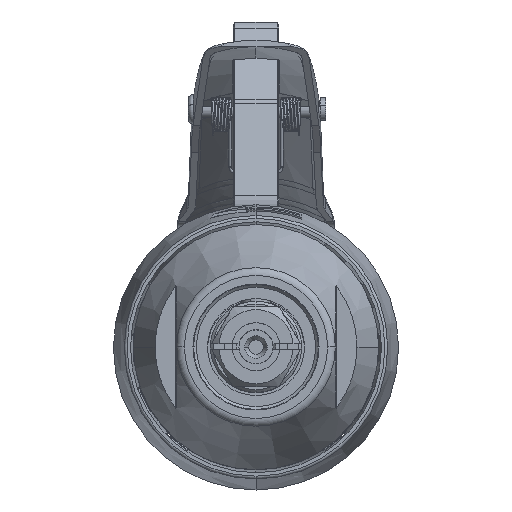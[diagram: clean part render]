
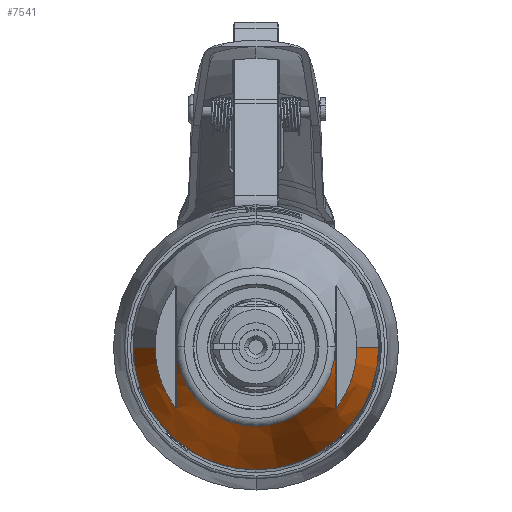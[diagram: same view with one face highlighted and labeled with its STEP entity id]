
A CAD part, top view. The second image highlights one B-rep face of the part: STEP entity #7541.
In plain terms, the highlighted conical face has half-angle 25 degrees and reference radius 17.702 mm.
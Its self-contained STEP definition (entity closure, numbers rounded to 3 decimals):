
#7059=CARTESIAN_POINT('',(14.,0.,63.716));
#7060=CARTESIAN_POINT('',(14.,-0.377,63.716));
#7061=CARTESIAN_POINT('',(14.,-1.144,63.65));
#7062=CARTESIAN_POINT('',(14.,-2.312,63.344));
#7063=CARTESIAN_POINT('',(14.,-3.548,62.805));
#7064=CARTESIAN_POINT('',(14.,-4.855,62.));
#7065=CARTESIAN_POINT('',(14.,-6.217,60.927));
#7066=CARTESIAN_POINT('',(14.,-7.634,59.578));
#7067=CARTESIAN_POINT('',(14.,-9.111,57.953));
#7068=CARTESIAN_POINT('',(14.,-10.144,56.675));
#7069=CARTESIAN_POINT('',(14.,-10.672,55.988));
#7071=CARTESIAN_POINT('',(14.,-10.672,55.988));
#7072=CARTESIAN_POINT('',(14.,-10.684,55.972));
#7073=CARTESIAN_POINT('',(14.004,-10.704,55.939));
#7074=CARTESIAN_POINT('',(14.024,-10.718,55.888));
#7075=CARTESIAN_POINT('',(14.06,-10.706,55.842));
#7076=CARTESIAN_POINT('',(14.104,-10.672,55.81));
#7077=CARTESIAN_POINT('',(14.152,-10.622,55.792));
#7078=CARTESIAN_POINT('',(14.184,-10.583,55.788));
#7079=CARTESIAN_POINT('',(14.2,-10.561,55.788));
#7081=CARTESIAN_POINT('',(0.,0.,55.788));
#7082=DIRECTION('',(0.,0.,-1.));
#7083=DIRECTION('',(1.,0.,0.));
#7084=AXIS2_PLACEMENT_3D('',#7081,#7082,#7083);
#7086=DIRECTION('',(-0.423,0.,0.906));
#7087=VECTOR('',#7086,8.999);
#7088=CARTESIAN_POINT('',(21.5,0.,47.632));
#7089=LINE('',#7088,#7087);
#7090=CARTESIAN_POINT('',(0.,0.,47.632));
#7091=DIRECTION('',(0.,0.,1.));
#7092=DIRECTION('',(-1.,0.,0.));
#7093=AXIS2_PLACEMENT_3D('',#7090,#7091,#7092);
#7095=DIRECTION('',(0.423,0.,0.906));
#7096=VECTOR('',#7095,8.999);
#7097=CARTESIAN_POINT('',(-21.5,0.,47.632));
#7098=LINE('',#7097,#7096);
#7099=CARTESIAN_POINT('',(0.,0.,55.788));
#7100=DIRECTION('',(0.,0.,-1.));
#7101=DIRECTION('',(-0.802,-0.597,0.));
#7102=AXIS2_PLACEMENT_3D('',#7099,#7100,#7101);
#7104=CARTESIAN_POINT('',(-14.2,-10.561,55.788));
#7105=CARTESIAN_POINT('',(-14.184,-10.583,
55.788));
#7106=CARTESIAN_POINT('',(-14.152,-10.622,
55.792));
#7107=CARTESIAN_POINT('',(-14.104,-10.672,
55.81));
#7108=CARTESIAN_POINT('',(-14.061,-10.705,
55.841));
#7109=CARTESIAN_POINT('',(-14.024,-10.718,
55.887));
#7110=CARTESIAN_POINT('',(-14.004,-10.704,
55.939));
#7111=CARTESIAN_POINT('',(-14.,-10.684,55.972));
#7112=CARTESIAN_POINT('',(-14.,-10.672,55.988));
#7114=CARTESIAN_POINT('',(-14.,-10.672,55.988));
#7115=CARTESIAN_POINT('',(-14.,-10.143,56.676));
#7116=CARTESIAN_POINT('',(-14.,-9.108,57.956));
#7117=CARTESIAN_POINT('',(-14.,-7.629,59.584));
#7118=CARTESIAN_POINT('',(-14.,-6.208,60.935));
#7119=CARTESIAN_POINT('',(-14.,-4.843,62.009));
#7120=CARTESIAN_POINT('',(-14.,-3.534,62.812));
#7121=CARTESIAN_POINT('',(-14.,-2.298,63.349));
#7122=CARTESIAN_POINT('',(-14.,-1.135,63.651));
#7123=CARTESIAN_POINT('',(-14.,-0.374,63.716));
#7124=CARTESIAN_POINT('',(-14.,0.,63.716));
#7126=DIRECTION('',(0.423,0.,0.906));
#7127=VECTOR('',#7126,0.227);
#7128=CARTESIAN_POINT('',(-14.,0.,63.716));
#7129=LINE('',#7128,#7127);
#7130=CARTESIAN_POINT('',(0.,0.,63.922));
#7131=DIRECTION('',(0.,0.,1.));
#7132=DIRECTION('',(-1.,0.,0.));
#7133=AXIS2_PLACEMENT_3D('',#7130,#7131,#7132);
#7135=DIRECTION('',(-0.423,0.,0.906));
#7136=VECTOR('',#7135,0.227);
#7137=CARTESIAN_POINT('',(14.,0.,63.716));
#7138=LINE('',#7137,#7136);
#7232=CARTESIAN_POINT('',(-21.5,0.,47.632));
#7233=CARTESIAN_POINT('',(21.5,0.,47.632));
#7234=VERTEX_POINT('',#7232);
#7235=VERTEX_POINT('',#7233);
#7248=CARTESIAN_POINT('',(-17.697,0.,55.788));
#7249=VERTEX_POINT('',#7248);
#7250=CARTESIAN_POINT('',(17.697,0.,55.788));
#7251=VERTEX_POINT('',#7250);
#7256=CARTESIAN_POINT('',(13.904,0.,63.922));
#7257=CARTESIAN_POINT('',(-13.904,0.,63.922));
#7258=VERTEX_POINT('',#7256);
#7259=VERTEX_POINT('',#7257);
#7260=CARTESIAN_POINT('',(-14.,0.,63.716));
#7261=VERTEX_POINT('',#7260);
#7262=CARTESIAN_POINT('',(14.,0.,63.716));
#7263=VERTEX_POINT('',#7262);
#7265=CARTESIAN_POINT('',(-14.2,-10.561,55.788));
#7267=VERTEX_POINT('',#7265);
#7269=CARTESIAN_POINT('',(-14.,-10.672,55.988));
#7271=VERTEX_POINT('',#7269);
#7272=CARTESIAN_POINT('',(14.2,-10.561,55.788));
#7274=VERTEX_POINT('',#7272);
#7276=CARTESIAN_POINT('',(14.,-10.672,55.988));
#7278=VERTEX_POINT('',#7276);
#7515=CARTESIAN_POINT('',(0.,0.,55.777));
#7516=DIRECTION('',(0.,0.,-1.));
#7517=DIRECTION('',(1.,0.,0.));
#7518=AXIS2_PLACEMENT_3D('',#7515,#7516,#7517);
#7519=CONICAL_SURFACE('',#7518,17.702,25.);
#7521=ORIENTED_EDGE('',*,*,#7520,.T.);
#7523=ORIENTED_EDGE('',*,*,#7522,.T.);
#7525=ORIENTED_EDGE('',*,*,#7524,.F.);
#7526=ORIENTED_EDGE('',*,*,#7417,.F.);
#7527=ORIENTED_EDGE('',*,*,#7502,.F.);
#7528=ORIENTED_EDGE('',*,*,#7414,.T.);
#7530=ORIENTED_EDGE('',*,*,#7529,.F.);
#7532=ORIENTED_EDGE('',*,*,#7531,.T.);
#7534=ORIENTED_EDGE('',*,*,#7533,.T.);
#7535=ORIENTED_EDGE('',*,*,#7406,.T.);
#7537=ORIENTED_EDGE('',*,*,#7536,.T.);
#7538=ORIENTED_EDGE('',*,*,#7402,.F.);
#7539=EDGE_LOOP('',(#7521,#7523,#7525,#7526,#7527,#7528,#7530,#7532,#7534,#7535,
#7537,#7538));
#7540=FACE_OUTER_BOUND('',#7539,.F.);
#7541=ADVANCED_FACE('',(#7540),#7519,.T.);
#7070=B_SPLINE_CURVE_WITH_KNOTS('',3,(#7059,#7060,#7061,#7062,#7063,#7064,#7065,
#7066,#7067,#7068,#7069),.UNSPECIFIED.,.F.,.F.,(4,1,1,1,1,1,1,1,4),(0.,
0.125,0.25,0.375,0.5,0.625,0.75,0.875,1.),.UNSPECIFIED.);
#7080=B_SPLINE_CURVE_WITH_KNOTS('',3,(#7071,#7072,#7073,#7074,#7075,#7076,#7077,
#7078,#7079),.UNSPECIFIED.,.F.,.F.,(4,1,1,1,1,1,4),(0.,0.167,
0.333,0.5,0.667,0.833,1.),
.UNSPECIFIED.);
#7085=CIRCLE('',#7084,17.697);
#7094=CIRCLE('',#7093,21.5);
#7103=CIRCLE('',#7102,17.697);
#7113=B_SPLINE_CURVE_WITH_KNOTS('',3,(#7104,#7105,#7106,#7107,#7108,#7109,#7110,
#7111,#7112),.UNSPECIFIED.,.F.,.F.,(4,1,1,1,1,1,4),(0.,0.167,
0.333,0.5,0.667,0.833,1.),
.UNSPECIFIED.);
#7125=B_SPLINE_CURVE_WITH_KNOTS('',3,(#7114,#7115,#7116,#7117,#7118,#7119,#7120,
#7121,#7122,#7123,#7124),.UNSPECIFIED.,.F.,.F.,(4,1,1,1,1,1,1,1,4),(0.,
0.125,0.25,0.375,0.5,0.625,0.75,0.875,1.),.UNSPECIFIED.);
#7134=CIRCLE('',#7133,13.904);
#7402=EDGE_CURVE('',#7263,#7258,#7138,.T.);
#7406=EDGE_CURVE('',#7261,#7259,#7129,.T.);
#7414=EDGE_CURVE('',#7234,#7249,#7098,.T.);
#7417=EDGE_CURVE('',#7235,#7251,#7089,.T.);
#7502=EDGE_CURVE('',#7234,#7235,#7094,.T.);
#7520=EDGE_CURVE('',#7263,#7278,#7070,.T.);
#7522=EDGE_CURVE('',#7278,#7274,#7080,.T.);
#7524=EDGE_CURVE('',#7251,#7274,#7085,.T.);
#7529=EDGE_CURVE('',#7267,#7249,#7103,.T.);
#7531=EDGE_CURVE('',#7267,#7271,#7113,.T.);
#7533=EDGE_CURVE('',#7271,#7261,#7125,.T.);
#7536=EDGE_CURVE('',#7259,#7258,#7134,.T.);
